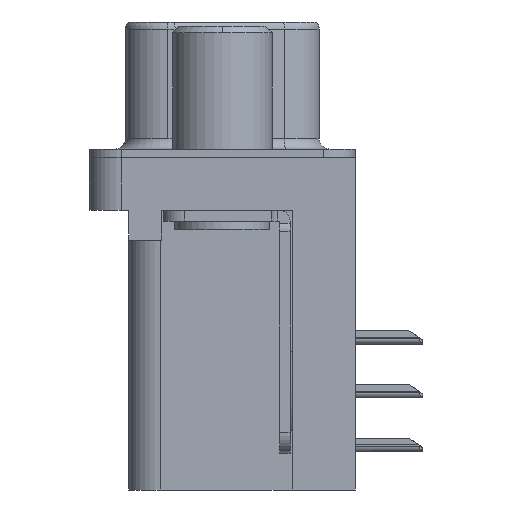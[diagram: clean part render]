
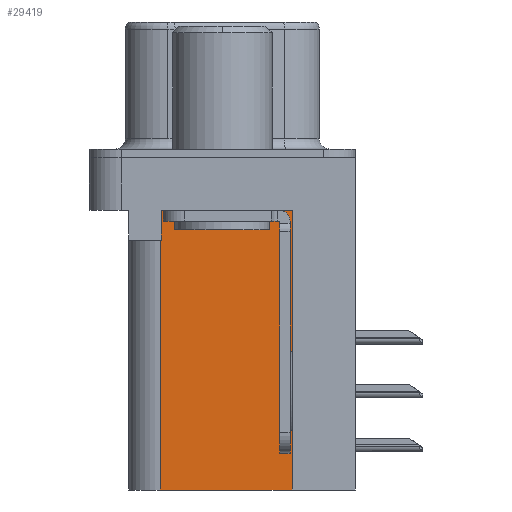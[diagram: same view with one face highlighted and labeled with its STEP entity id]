
A CAD part, left-side view. The second image highlights one B-rep face of the part: STEP entity #29419.
In plain terms, the highlighted planar face has unit normal (-1, 0, 0).
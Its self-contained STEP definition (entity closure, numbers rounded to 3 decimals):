
#318 = ORIENTED_EDGE ( 'NONE', *, *, #7681, .T. ) ;
#783 = EDGE_LOOP ( 'NONE', ( #6921, #318, #29394, #20586, #34355, #3243 ) ) ;
#1178 = DIRECTION ( 'NONE',  ( 0., 1., 0. ) ) ;
#1383 = VERTEX_POINT ( 'NONE', #34561 ) ;
#2053 = EDGE_CURVE ( 'NONE', #14011, #29498, #21194, .T. ) ;
#3243 = ORIENTED_EDGE ( 'NONE', *, *, #4022, .T. ) ;
#4010 = VERTEX_POINT ( 'NONE', #28926 ) ;
#4022 = EDGE_CURVE ( 'NONE', #4010, #14011, #5654, .T. ) ;
#4751 = CARTESIAN_POINT ( 'NONE',  ( 3.79, 2.925, -15.7 ) ) ;
#4862 = FACE_OUTER_BOUND ( 'NONE', #783, .T. ) ;
#5085 = EDGE_CURVE ( 'NONE', #4010, #10060, #31444, .T. ) ;
#5654 = LINE ( 'NONE', #36795, #5736 ) ;
#5736 = VECTOR ( 'NONE', #31733, 1000. ) ;
#6921 = ORIENTED_EDGE ( 'NONE', *, *, #2053, .T. ) ;
#7681 = EDGE_CURVE ( 'NONE', #29498, #30348, #29267, .T. ) ;
#8068 = CARTESIAN_POINT ( 'NONE',  ( 3.79, -3.295, -15.7 ) ) ;
#8509 = DIRECTION ( 'NONE',  ( 0., 0., 1. ) ) ;
#9118 = CARTESIAN_POINT ( 'NONE',  ( 3.79, 2.895, -3.9 ) ) ;
#9724 = EDGE_CURVE ( 'NONE', #30348, #1383, #13976, .T. ) ;
#10060 = VERTEX_POINT ( 'NONE', #4751 ) ;
#11319 = DIRECTION ( 'NONE',  ( 0., 0., -1. ) ) ;
#13750 = VECTOR ( 'NONE', #19443, 1000. ) ;
#13976 = LINE ( 'NONE', #35921, #13750 ) ;
#14011 = VERTEX_POINT ( 'NONE', #21886 ) ;
#14059 = AXIS2_PLACEMENT_3D ( 'NONE', #16737, #28102, #11319 ) ;
#16737 = CARTESIAN_POINT ( 'NONE',  ( 3.79, -3.295, -15.7 ) ) ;
#18627 = CARTESIAN_POINT ( 'NONE',  ( 3.79, 2.895, -3.9 ) ) ;
#19443 = DIRECTION ( 'NONE',  ( 0., 1., 0. ) ) ;
#20024 = CARTESIAN_POINT ( 'NONE',  ( 3.79, 2.895, -2.5 ) ) ;
#20586 = ORIENTED_EDGE ( 'NONE', *, *, #33369, .F. ) ;
#21194 = LINE ( 'NONE', #26505, #21300 ) ;
#21300 = VECTOR ( 'NONE', #1178, 1000. ) ;
#21886 = CARTESIAN_POINT ( 'NONE',  ( 3.79, -3.295, -2.5 ) ) ;
#22720 = CARTESIAN_POINT ( 'NONE',  ( 3.79, 2.925, -15.7 ) ) ;
#23660 = VECTOR ( 'NONE', #8509, 1000. ) ;
#25166 = LINE ( 'NONE', #22720, #23660 ) ;
#26505 = CARTESIAN_POINT ( 'NONE',  ( 3.79, -3.295, -2.5 ) ) ;
#27786 = DIRECTION ( 'NONE',  ( 0., 1., 0. ) ) ;
#28102 = DIRECTION ( 'NONE',  ( 1., 0., 0. ) ) ;
#28755 = DIRECTION ( 'NONE',  ( 0., 0., -1. ) ) ;
#28926 = CARTESIAN_POINT ( 'NONE',  ( 3.79, -3.295, -15.7 ) ) ;
#29242 = VECTOR ( 'NONE', #28755, 1000. ) ;
#29267 = LINE ( 'NONE', #9118, #29242 ) ;
#29394 = ORIENTED_EDGE ( 'NONE', *, *, #9724, .T. ) ;
#29419 = ADVANCED_FACE ( 'NONE', ( #4862 ), #33451, .F. ) ;
#29498 = VERTEX_POINT ( 'NONE', #20024 ) ;
#30348 = VERTEX_POINT ( 'NONE', #18627 ) ;
#30360 = VECTOR ( 'NONE', #27786, 1000. ) ;
#31444 = LINE ( 'NONE', #8068, #30360 ) ;
#31733 = DIRECTION ( 'NONE',  ( 0., 0., 1. ) ) ;
#33369 = EDGE_CURVE ( 'NONE', #10060, #1383, #25166, .T. ) ;
#33451 = PLANE ( 'NONE',  #14059 ) ;
#34355 = ORIENTED_EDGE ( 'NONE', *, *, #5085, .F. ) ;
#34561 = CARTESIAN_POINT ( 'NONE',  ( 3.79, 2.925, -3.9 ) ) ;
#35921 = CARTESIAN_POINT ( 'NONE',  ( 3.79, 0., -3.9 ) ) ;
#36795 = CARTESIAN_POINT ( 'NONE',  ( 3.79, -3.295, -15.7 ) ) ;
